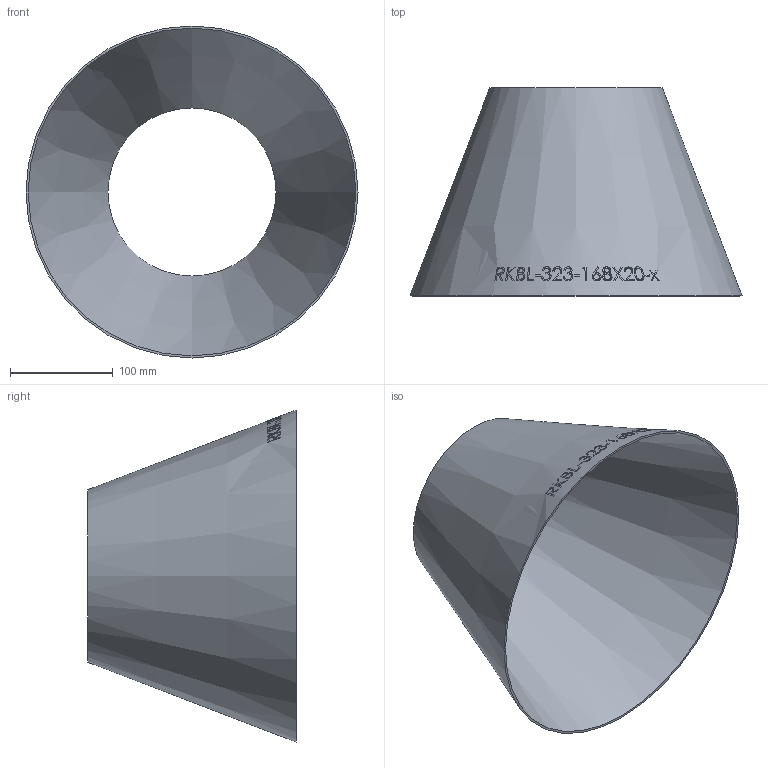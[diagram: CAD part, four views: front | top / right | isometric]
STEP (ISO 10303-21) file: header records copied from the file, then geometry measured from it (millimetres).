
FILE_DESCRIPTION (( 'STEP AP214' ), '1' );
FILE_NAME ('RK-323-168X20-x Reduzierung aus Blech 2006.STEP', '2020-06-03T11:01:30', ( '' ), ( '' ), 'SwSTEP 2.0', 'SolidWorks 2019', '' );
FILE_SCHEMA (( 'AUTOMOTIVE_DESIGN' ));
Length unit declared in the file: millimetre
Products named in the file (1): RK-323-168X20-x Reduzierung aus Blech 2006
Bounding box: 323.9 x 203 x 323.9 mm (x, y, z)
Volume: 332873.5 mm3; surface area: 336542.6 mm2
Topology: 1 solids, 1 shells, 217 faces, 573 edges, 382 vertices
Faces by surface type: bspline 189, cone 26, plane 2
Entity records: 38889 total; most frequent: CARTESIAN_POINT 32896, ORIENTED_EDGE 1142, EDGE_CURVE 571, B_SPLINE_CURVE_WITH_KNOTS 567, VERTEX_POINT 382, EDGE_LOOP 245, ADVANCED_FACE 217, FACE_OUTER_BOUND 217
